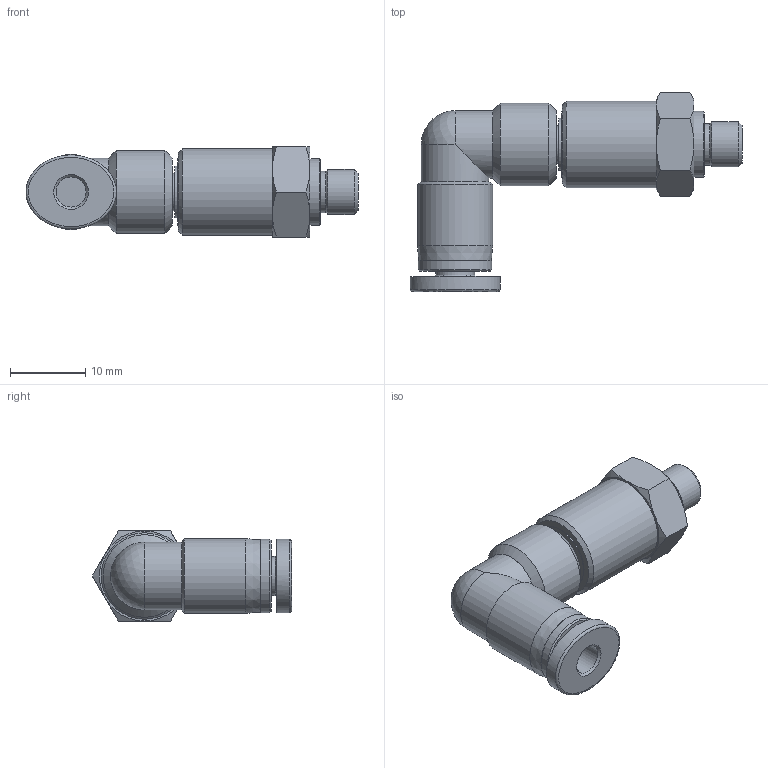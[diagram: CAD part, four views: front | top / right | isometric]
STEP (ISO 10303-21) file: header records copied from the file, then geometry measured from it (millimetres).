
FILE_DESCRIPTION((''),'2;1');
FILE_NAME('NHRL 04-M6.stp','2016-07-08T15:52:33',('Administrator'),(''),'Autodesk Inventor 2013','Autodesk Inventor 2013','');
FILE_SCHEMA(('CONFIG_CONTROL_DESIGN'));
Length unit declared in the file: millimetre
Products named in the file (5): NHRL 04-M6; HOUSING H5-M6; COUPLING-04H; NHRL BODY-4H; SLEEVE N04L
Assembly tree (4 placements, depth 2):
  NHRL 04-M6
    HOUSING H5-M6
    COUPLING-04H
    NHRL BODY-4H
    SLEEVE N04L
Bounding box: 44.2 x 26.53 x 12 mm (x, y, z)
Volume: 4425.8 mm3; surface area: 2812.4 mm2
Topology: 4 solids, 4 shells, 67 faces, 120 edges, 71 vertices
Faces by surface type: plane 24, cone 23, cylinder 16, bspline 2, torus 1, sphere 1
Full cylindrical faces by diameter (mm): 4 x1, 4.2 x1, 5 x1, 5.2 x1, 5.5 x1, 6 x1, 6.9 x1, 8 x1, 8.8 x2, 9 x2, 9.8 x1, 10 x1, 11 x1, 11.5 x1
Entity records: 1696 total; most frequent: CARTESIAN_POINT 415, DIRECTION 268, ORIENTED_EDGE 178, AXIS2_PLACEMENT_3D 131, EDGE_LOOP 108, EDGE_CURVE 89, VERTEX_POINT 69, FACE_OUTER_BOUND 67
